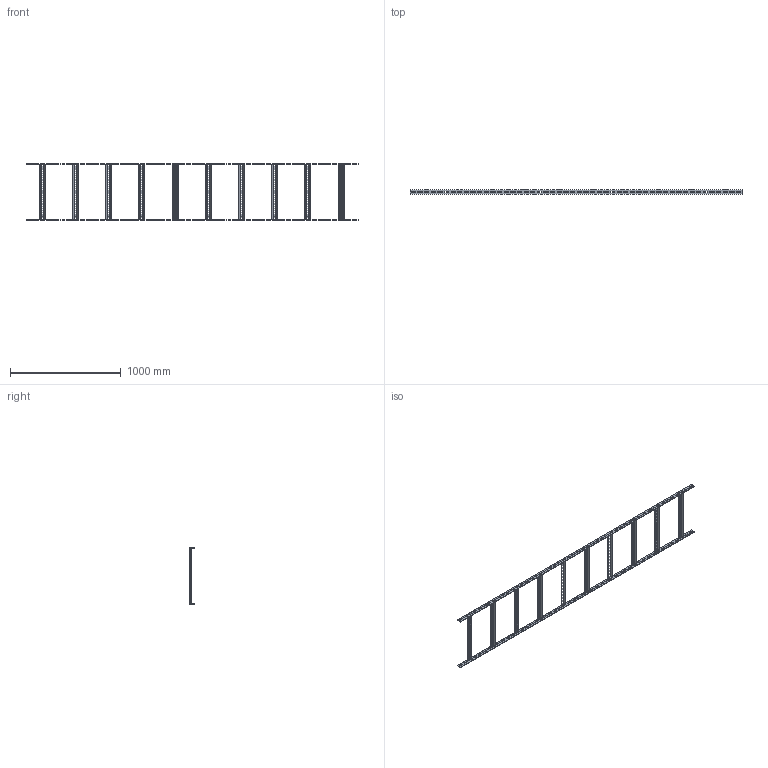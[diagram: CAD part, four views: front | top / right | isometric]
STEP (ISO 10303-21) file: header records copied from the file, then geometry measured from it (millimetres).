
FILE_DESCRIPTION (( 'STEP AP214' ), '1' );
FILE_NAME ('7097468.stp', '2018-01-25T16:28:21', ( '' ), ( '' ), 'SwSTEP 2.0', 'SolidWorks 2016', '' );
FILE_SCHEMA (( 'AUTOMOTIVE_DESIGN' ));
Length unit declared in the file: millimetre
Products named in the file (3): KTS 20.002-009_T-Sprosse-500-60ø; KTS 20.002-013_gelocht 3000x40x5; 7097468
Assembly tree (12 placements, depth 2):
  7097468
    KTS 20.002-013_gelocht 3000x40x5  x2
    KTS 20.002-009_T-Sprosse-500-60ø  x10
Bounding box: 3000 x 40 x 510 mm (x, y, z)
Volume: 1619451.3 mm3; surface area: 1177537.8 mm2
Topology: 12 solids, 12 shells, 4292 faces, 10404 edges, 6136 vertices
Faces by surface type: plane 2192, cone 1200, cylinder 900
Entity records: 19724 total; most frequent: DIRECTION 3488, CARTESIAN_POINT 3319, ORIENTED_EDGE 3300, EDGE_CURVE 1650, AXIS2_PLACEMENT_3D 1189, VECTOR 1110, LINE 1110, VERTEX_POINT 1020
